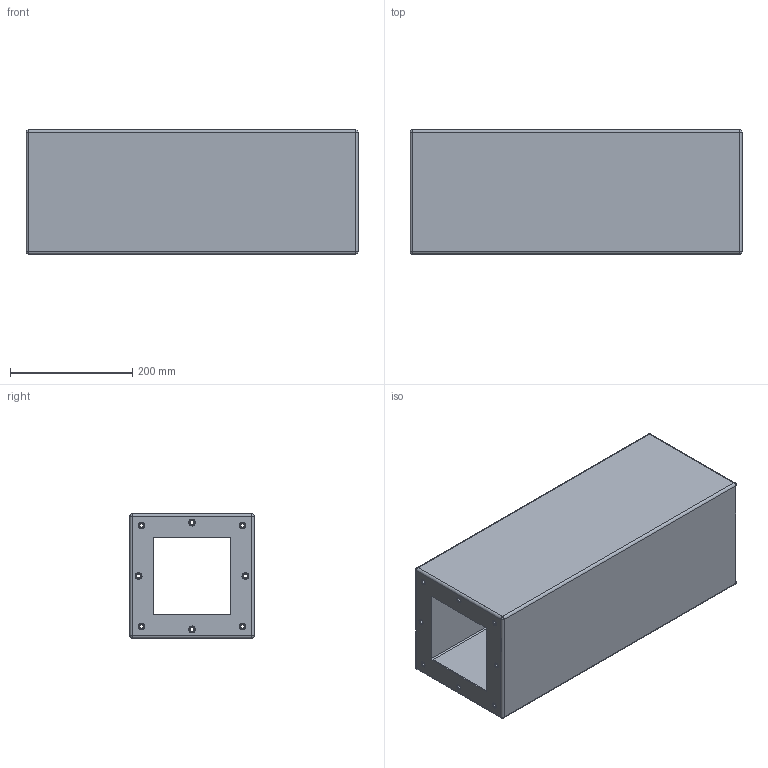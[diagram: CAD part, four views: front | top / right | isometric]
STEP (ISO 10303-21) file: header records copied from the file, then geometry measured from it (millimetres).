
FILE_DESCRIPTION (( 'STEP AP214' ), '1' );
FILE_NAME ('SCE-PE22.STEP', '2022-08-31T11:14:21', ( '' ), ( '' ), 'SwSTEP 2.0', 'SolidWorks 2021', '' );
FILE_SCHEMA (( 'AUTOMOTIVE_DESIGN' ));
Length unit declared in the file: inch
Products named in the file (1): SCE-PE22
Bounding box: 542.92 x 203.2 x 203.2 mm (x, y, z)
Volume: 952853.4 mm3; surface area: 966132.3 mm2
Topology: 17 solids, 17 shells, 236 faces, 520 edges, 320 vertices
Faces by surface type: cylinder 88, plane 68, torus 32, cone 32, sphere 16
Full cylindrical faces by diameter (mm): 6.096 x16, 8.712 x16, 8.738 x16, 11.176 x16
Entity records: 6720 total; most frequent: CARTESIAN_POINT 1909, DIRECTION 1026, ORIENTED_EDGE 656, AXIS2_PLACEMENT_3D 477, EDGE_LOOP 448, FACE_OUTER_BOUND 332, EDGE_CURVE 328, VERTEX_POINT 272
